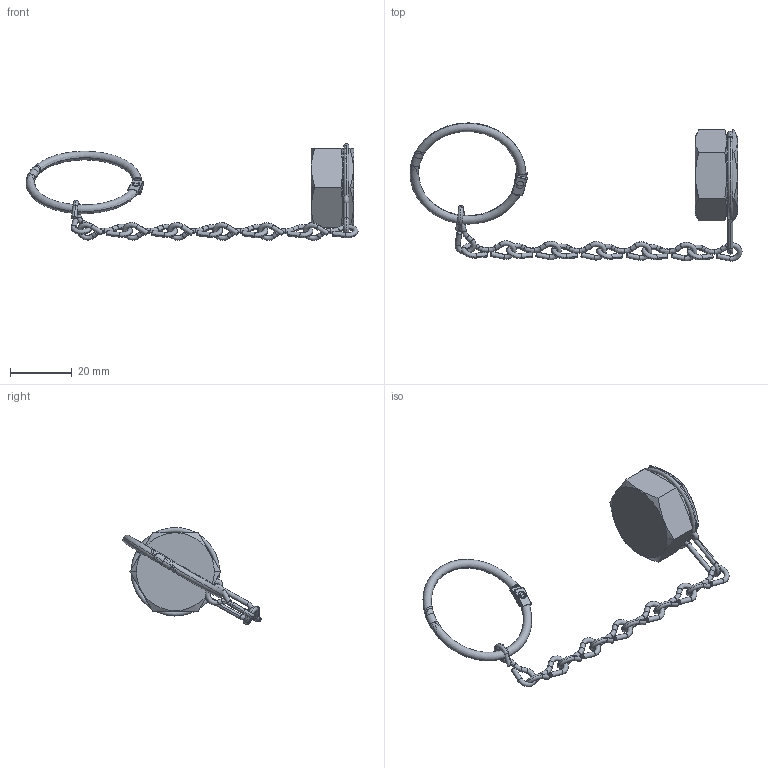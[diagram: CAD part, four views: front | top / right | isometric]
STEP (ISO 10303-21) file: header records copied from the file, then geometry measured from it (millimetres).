
FILE_DESCRIPTION (( 'STEP AP203' ), '1' );
FILE_NAME ('CAP-30SS-PR.step', '2025-12-01T13:08:08', ( '' ), ( '' ), 'SwSTEP 2.0', 'SolidWorks 2018', '' );
FILE_SCHEMA (( 'CONFIG_CONTROL_DESIGN' ));
Length unit declared in the file: inch
Products named in the file (9): PRT-002245_RING-1.187D HALF; PRT-000160; PRT-000940; ASY-000291; ASY-000211_One Link Bent; PRT-002239_STAINLESS; PRT-000846; CAP-30SS-PR; PRT-002255_SMALL PIN
Assembly tree (15 placements, depth 3):
  CAP-30SS-PR
    PRT-000160
    PRT-000846
    ASY-000291
      PRT-002245_RING-1.187D HALF  x2
      PRT-002255_SMALL PIN
    ASY-000211_One Link Bent
      PRT-002239_STAINLESS  x7
    PRT-000940
Bounding box: 107.11 x 44.56 x 31.31 mm (x, y, z)
Volume: 6167 mm3; surface area: 7074.9 mm2
Topology: 13 solids, 13 shells, 306 faces, 781 edges, 489 vertices
Faces by surface type: cylinder 117, torus 68, plane 56, bspline 40, sphere 16, cone 9
Entity records: 8722 total; most frequent: CARTESIAN_POINT 4185, ORIENTED_EDGE 780, DIRECTION 636, EDGE_CURVE 390, AXIS2_PLACEMENT_3D 271, VERTEX_POINT 268, B_SPLINE_CURVE_WITH_KNOTS 166, EDGE_LOOP 144
